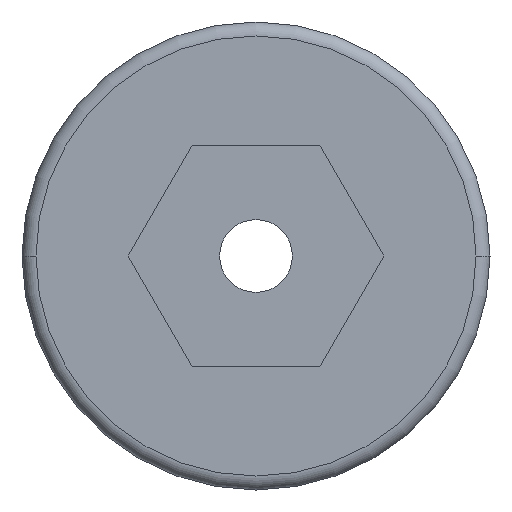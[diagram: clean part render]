
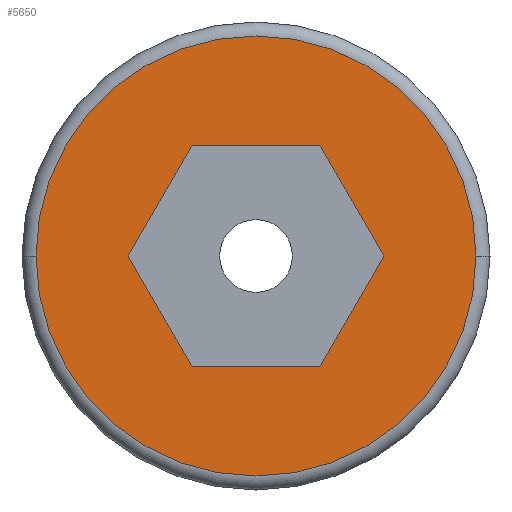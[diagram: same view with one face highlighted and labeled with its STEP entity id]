
A CAD part, left-side view. The second image highlights one B-rep face of the part: STEP entity #5650.
In plain terms, the highlighted planar face has unit normal (-1, 0, 0).
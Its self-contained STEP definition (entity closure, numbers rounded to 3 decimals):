
#2742=DIRECTION('',(0.,-0.5,0.866));
#2743=VECTOR('',#2742,2.321);
#2744=CARTESIAN_POINT('',(-4.91,2.321,0.));
#2745=LINE('',#2744,#2743);
#2746=DIRECTION('',(0.,0.5,0.866));
#2747=VECTOR('',#2746,2.321);
#2748=CARTESIAN_POINT('',(-4.91,1.16,-2.01));
#2749=LINE('',#2748,#2747);
#2750=DIRECTION('',(0.,1.,0.));
#2751=VECTOR('',#2750,2.321);
#2752=CARTESIAN_POINT('',(-4.91,-1.16,-2.01));
#2753=LINE('',#2752,#2751);
#2754=DIRECTION('',(0.,0.5,-0.866));
#2755=VECTOR('',#2754,2.321);
#2756=CARTESIAN_POINT('',(-4.91,-2.321,0.));
#2757=LINE('',#2756,#2755);
#2758=DIRECTION('',(0.,-0.5,-0.866));
#2759=VECTOR('',#2758,2.321);
#2760=CARTESIAN_POINT('',(-4.91,-1.16,2.01));
#2761=LINE('',#2760,#2759);
#2762=DIRECTION('',(0.,-1.,0.));
#2763=VECTOR('',#2762,2.321);
#2764=CARTESIAN_POINT('',(-4.91,1.16,2.01));
#2765=LINE('',#2764,#2763);
#2766=CARTESIAN_POINT('',(-4.91,0.,0.));
#2767=DIRECTION('',(-1.,0.,0.));
#2768=DIRECTION('',(0.,1.,0.));
#2769=AXIS2_PLACEMENT_3D('',#2766,#2767,#2768);
#2771=CARTESIAN_POINT('',(-4.91,0.,0.));
#2772=DIRECTION('',(-1.,0.,0.));
#2773=DIRECTION('',(0.,-1.,0.));
#2774=AXIS2_PLACEMENT_3D('',#2771,#2772,#2773);
#2985=CARTESIAN_POINT('',(-4.91,2.321,0.));
#2986=CARTESIAN_POINT('',(-4.91,1.16,2.01));
#2987=VERTEX_POINT('',#2985);
#2988=VERTEX_POINT('',#2986);
#2989=CARTESIAN_POINT('',(-4.91,-1.16,2.01));
#2990=VERTEX_POINT('',#2989);
#2991=CARTESIAN_POINT('',(-4.91,-2.321,0.));
#2992=VERTEX_POINT('',#2991);
#2993=CARTESIAN_POINT('',(-4.91,-1.16,-2.01));
#2994=VERTEX_POINT('',#2993);
#2995=CARTESIAN_POINT('',(-4.91,1.16,-2.01));
#2996=VERTEX_POINT('',#2995);
#2997=CARTESIAN_POINT('',(-4.91,3.996,0.));
#2998=CARTESIAN_POINT('',(-4.91,-3.996,0.));
#2999=VERTEX_POINT('',#2997);
#3000=VERTEX_POINT('',#2998);
#5626=CARTESIAN_POINT('',(-4.91,0.,0.));
#5627=DIRECTION('',(1.,0.,0.));
#5628=DIRECTION('',(0.,-1.,0.));
#5629=AXIS2_PLACEMENT_3D('',#5626,#5627,#5628);
#5630=PLANE('',#5629);
#5632=ORIENTED_EDGE('',*,*,#5631,.F.);
#5633=ORIENTED_EDGE('',*,*,#5616,.F.);
#5634=EDGE_LOOP('',(#5632,#5633));
#5635=FACE_OUTER_BOUND('',#5634,.F.);
#5637=ORIENTED_EDGE('',*,*,#5636,.F.);
#5639=ORIENTED_EDGE('',*,*,#5638,.F.);
#5641=ORIENTED_EDGE('',*,*,#5640,.F.);
#5643=ORIENTED_EDGE('',*,*,#5642,.F.);
#5645=ORIENTED_EDGE('',*,*,#5644,.F.);
#5647=ORIENTED_EDGE('',*,*,#5646,.F.);
#5648=EDGE_LOOP('',(#5637,#5639,#5641,#5643,#5645,#5647));
#5649=FACE_BOUND('',#5648,.F.);
#2770=CIRCLE('',#2769,3.996);
#2775=CIRCLE('',#2774,3.996);
#5616=EDGE_CURVE('',#3000,#2999,#2775,.T.);
#5631=EDGE_CURVE('',#2999,#3000,#2770,.T.);
#5636=EDGE_CURVE('',#2987,#2988,#2745,.T.);
#5638=EDGE_CURVE('',#2996,#2987,#2749,.T.);
#5640=EDGE_CURVE('',#2994,#2996,#2753,.T.);
#5642=EDGE_CURVE('',#2992,#2994,#2757,.T.);
#5644=EDGE_CURVE('',#2990,#2992,#2761,.T.);
#5646=EDGE_CURVE('',#2988,#2990,#2765,.T.);
#5650=ADVANCED_FACE('',(#5635,#5649),#5630,.F.);
